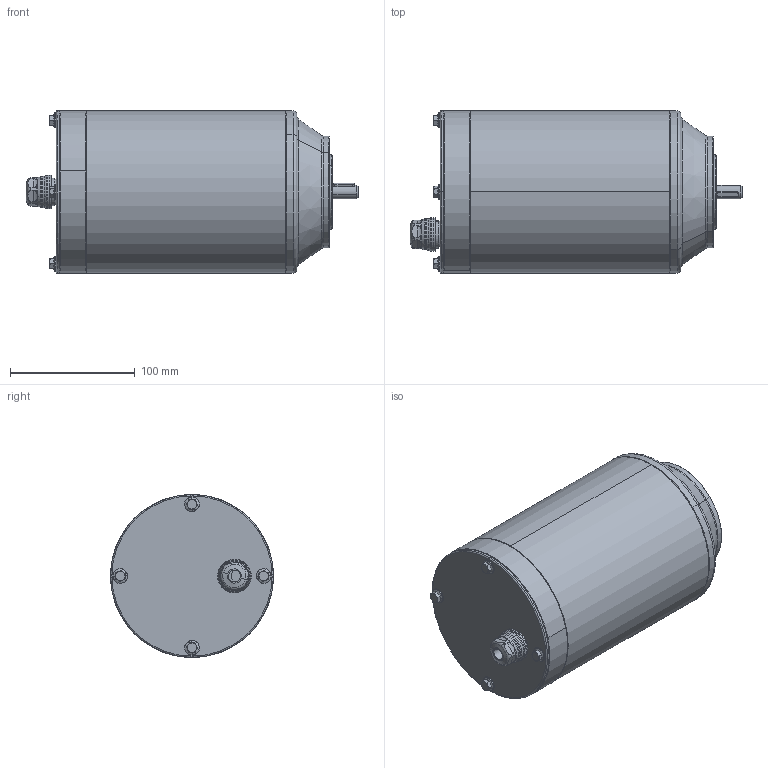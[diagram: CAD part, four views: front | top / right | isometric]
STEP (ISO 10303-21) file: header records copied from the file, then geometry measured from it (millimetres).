
FILE_DESCRIPTION(('STEP AP203'),'1');
FILE_NAME('63B4 B14.stp','2016-11-02T02:54:13',(' '),(' '),'Spatial InterOp 3D',' ',' ');
FILE_SCHEMA(('CONFIG_CONTROL_DESIGN'));
Length unit declared in the file: millimetre
Products named in the file (6): 63B4 B14; NAUO1
Assembly tree (5 placements, depth 2):
  63B4 B14
    NAUO1
    NAUO1
    NAUO1
    NAUO1
    NAUO1
Bounding box: 266.12 x 130.6 x 130.6 mm (x, y, z)
Volume: 2471203.6 mm3; surface area: 194429.8 mm2
Topology: 5 solids, 15 shells, 794 faces, 1823 edges, 1059 vertices
Faces by surface type: cylinder 215, torus 153, bspline 141, cone 133, plane 126, sphere 26
Entity records: 29006 total; most frequent: CARTESIAN_POINT 11695, DIRECTION 3639, ORIENTED_EDGE 3558, EDGE_CURVE 1779, AXIS2_PLACEMENT_3D 1610, VERTEX_POINT 1059, CIRCLE 951, EDGE_LOOP 860
